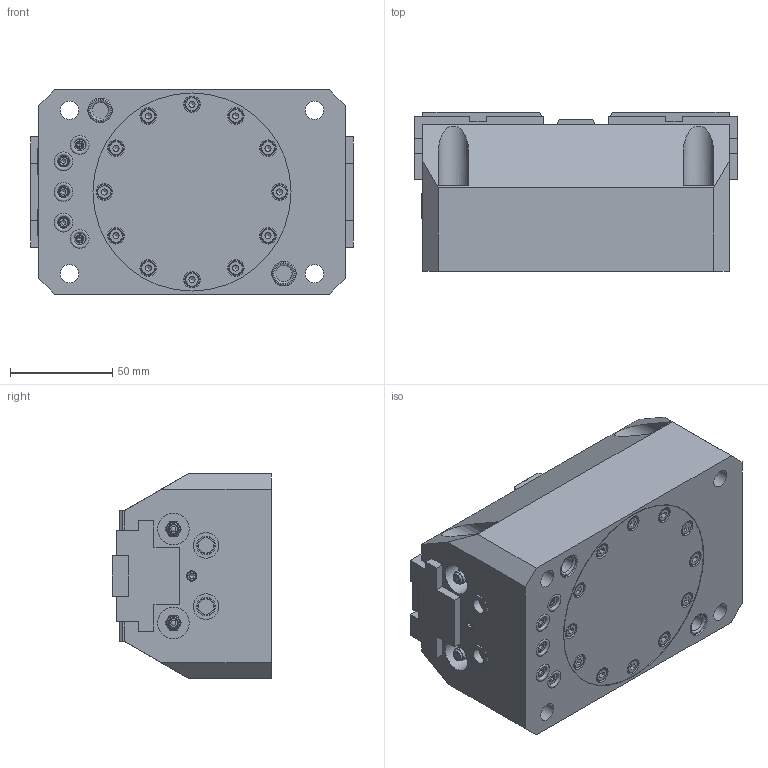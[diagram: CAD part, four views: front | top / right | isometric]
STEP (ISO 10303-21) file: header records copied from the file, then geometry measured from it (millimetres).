
FILE_DESCRIPTION (( 'STEP AP203' ), '1' );
FILE_NAME ('CF-VR-1012.STEP', '2024-05-24T03:28:01', ( '' ), ( '' ), 'SwSTEP 2.0', 'SolidWorks 2020', '' );
FILE_SCHEMA (( 'CONFIG_CONTROL_DESIGN' ));
Length unit declared in the file: millimetre
Products named in the file (15): CF-VR-1012; CF-VR-1012-01000; 圓頭內六角螺栓_M4x12; M6黃油嘴; CF-VR-1012-02000; O-RING_P6; CF-VR-1012-05000; 無頭六角孔螺絲_M5x6; CF-VR-1012-06000; 無頭六角孔螺絲_M4x6; CF-VR-1012-07000; 錐平頭六角孔螺栓_M4x10; CP-30-13000; 塑膠管塞_PT1_8; 圓頭內六角螺栓_M5x10
Assembly tree (42 placements, depth 2):
  CF-VR-1012
    CF-VR-1012-01000
    CF-VR-1012-02000  x2
    CF-VR-1012-05000
    CF-VR-1012-06000  x2
    CF-VR-1012-07000
    CP-30-13000  x2
    圓頭內六角螺栓_M5x10  x4
    圓頭內六角螺栓_M4x12  x12
    M6黃油嘴  x2
    O-RING_P6  x5
    無頭六角孔螺絲_M5x6  x4
    無頭六角孔螺絲_M4x6  x2
    錐平頭六角孔螺栓_M4x10  x2
    塑膠管塞_PT1_8  x2
Bounding box: 158 x 78.25 x 100 mm (x, y, z)
Volume: 965666 mm3; surface area: 165558 mm2
Topology: 44 solids, 44 shells, 883 faces, 1988 edges, 1235 vertices
Faces by surface type: plane 542, cylinder 166, cone 156, torus 13, sphere 6
Full cylindrical faces by diameter (mm): 2.5 x4, 3 x2, 3.3 x15, 4 x16, 4.2 x8, 4.5 x14, 5 x32, 5.5 x4, 6 x2, 7 x12, 7.5 x2, 8 x16, 8.3 x2, 8.5 x6, 9 x4, 9.2 x5, 9.5 x4, 12 x4, 12.5 x2, 14 x4, 15.5 x2, 97 x2
Entity records: 12550 total; most frequent: CARTESIAN_POINT 2082, DIRECTION 1767, ORIENTED_EDGE 1342, AXIS2_PLACEMENT_3D 709, EDGE_CURVE 671, EDGE_LOOP 645, VERTEX_POINT 508, FACE_OUTER_BOUND 495
